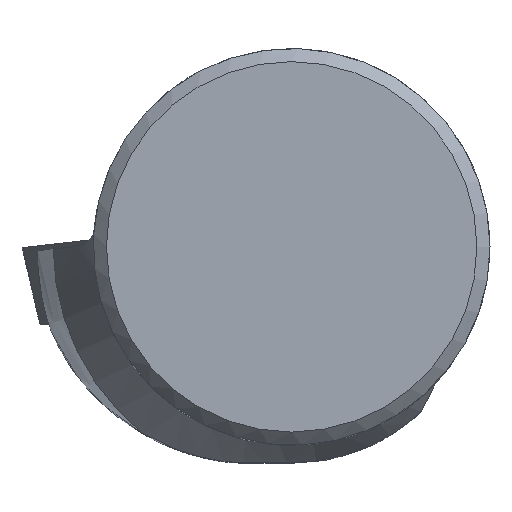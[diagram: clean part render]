
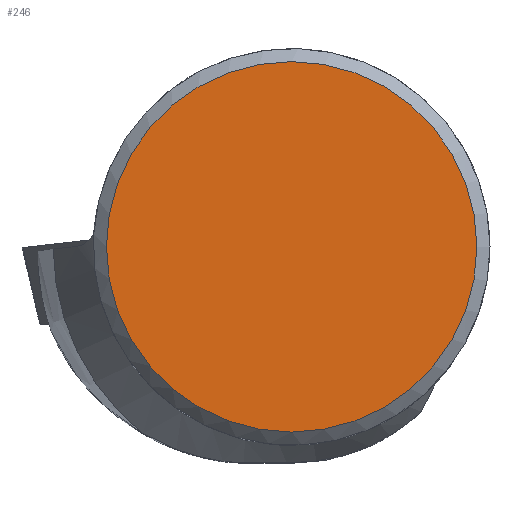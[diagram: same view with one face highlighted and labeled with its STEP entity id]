
A CAD part, top view. The second image highlights one B-rep face of the part: STEP entity #246.
In plain terms, the highlighted planar face has unit normal (0, 0, 1).
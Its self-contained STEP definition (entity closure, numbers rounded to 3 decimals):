
#144=PLANE('',#790);
#246=ADVANCED_FACE('',(#290),#144,.T.);
#290=FACE_OUTER_BOUND('',#319,.T.);
#319=EDGE_LOOP('',(#480));
#352=CIRCLE('',#773,7.471);
#480=ORIENTED_EDGE('',*,*,#633,.F.);
#570=VERTEX_POINT('',#1107);
#633=EDGE_CURVE('',#570,#570,#352,.T.);
#773=AXIS2_PLACEMENT_3D('',#1106,#876,#877);
#790=AXIS2_PLACEMENT_3D('',#1313,#920,#921);
#876=DIRECTION('',(0.,0.,-1.));
#877=DIRECTION('',(1.,0.,0.));
#920=DIRECTION('',(0.,0.,1.));
#921=DIRECTION('',(1.,0.,0.));
#1106=CARTESIAN_POINT('',(0.,0.,0.));
#1107=CARTESIAN_POINT('',(7.471,0.,0.));
#1313=CARTESIAN_POINT('',(0.,0.,0.));
